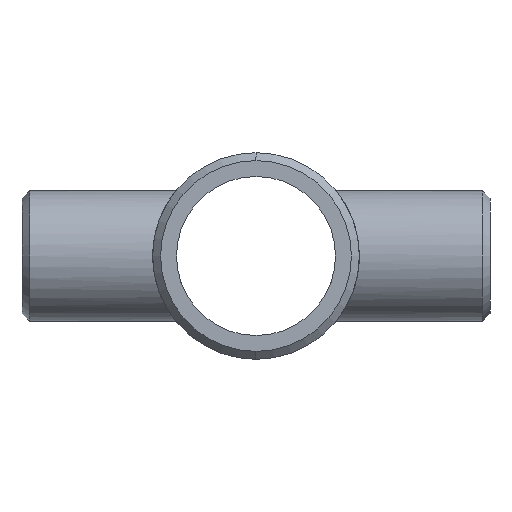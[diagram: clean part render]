
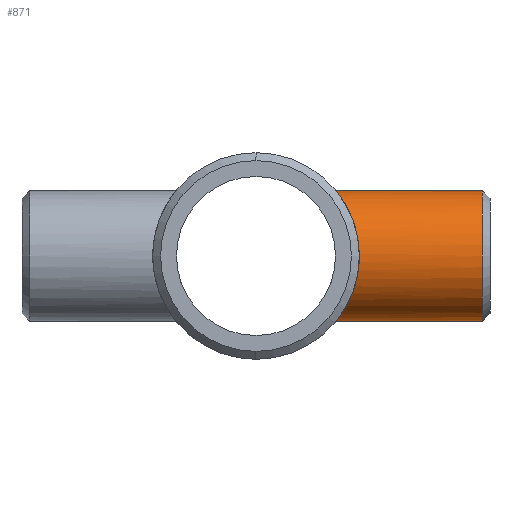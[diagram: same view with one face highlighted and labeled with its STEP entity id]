
A CAD part, left-side view. The second image highlights one B-rep face of the part: STEP entity #871.
In plain terms, the highlighted cylindrical face has radius 13.335 mm (diameter 26.67 mm), a partial arc.
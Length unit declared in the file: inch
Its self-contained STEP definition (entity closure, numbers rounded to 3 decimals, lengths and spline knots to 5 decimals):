
#11 = CARTESIAN_POINT ( 'NONE',  ( -0.23534, -0.68393, 0.47053 ) ) ;
#19 = CARTESIAN_POINT ( 'NONE',  ( -0.49677, -0.81237, 0.17335 ) ) ;
#28 = CARTESIAN_POINT ( 'NONE',  ( 0., -1.81633, -0.525 ) ) ;
#34 = VERTEX_POINT ( 'NONE', #537 ) ;
#36 = CARTESIAN_POINT ( 'NONE',  ( 0., -1.88, 0.525 ) ) ;
#38 = CARTESIAN_POINT ( 'NONE',  ( -0.07164, -0.64596, -0.52126 ) ) ;
#45 = CARTESIAN_POINT ( 'NONE',  ( 0., -1.88, -0.525 ) ) ;
#48 = CARTESIAN_POINT ( 'NONE',  ( -0.14012, -0.65709, -0.50716 ) ) ;
#60 = EDGE_CURVE ( 'NONE', #912, #969, #703, .T. ) ;
#96 = EDGE_LOOP ( 'NONE', ( #341, #182, #516, #465 ) ) ;
#106 = CARTESIAN_POINT ( 'NONE',  ( -0.49044, -0.80857, -0.18812 ) ) ;
#117 = DIRECTION ( 'NONE',  ( 0., 0., -1. ) ) ;
#123 = CARTESIAN_POINT ( 'NONE',  ( -0.17305, -0.66506, -0.49686 ) ) ;
#132 = CARTESIAN_POINT ( 'NONE',  ( -0.47707, -0.80052, -0.21984 ) ) ;
#182 = ORIENTED_EDGE ( 'NONE', *, *, #359, .T. ) ;
#192 = CARTESIAN_POINT ( 'NONE',  ( -0.13908, -0.65754, 0.50654 ) ) ;
#207 = DIRECTION ( 'NONE',  ( 0., 1., 0. ) ) ;
#208 = CARTESIAN_POINT ( 'NONE',  ( -0.32072, -0.71833, -0.41598 ) ) ;
#231 = FACE_OUTER_BOUND ( 'NONE', #96, .T. ) ;
#241 = CARTESIAN_POINT ( 'NONE',  ( -0.26538, -0.69503, 0.45422 ) ) ;
#272 = CARTESIAN_POINT ( 'NONE',  ( -0.46958, -0.79603, 0.23734 ) ) ;
#275 = CARTESIAN_POINT ( 'NONE',  ( -0.52401, -0.82937, 0.03672 ) ) ;
#277 = DIRECTION ( 'NONE',  ( 0., 1., 0. ) ) ;
#326 = CARTESIAN_POINT ( 'NONE',  ( -0.18823, -0.66969, 0.49039 ) ) ;
#341 = ORIENTED_EDGE ( 'NONE', *, *, #60, .T. ) ;
#350 = CARTESIAN_POINT ( 'NONE',  ( -0.38223, -0.74784, 0.36029 ) ) ;
#356 = AXIS2_PLACEMENT_3D ( 'NONE', #573, #566, #398 ) ;
#359 = EDGE_CURVE ( 'NONE', #969, #776, #634, .T. ) ;
#363 = CARTESIAN_POINT ( 'NONE',  ( -0.45321, -0.7864, 0.26712 ) ) ;
#369 = CARTESIAN_POINT ( 'NONE',  ( -0.3946, -0.75403, -0.34791 ) ) ;
#375 = CARTESIAN_POINT ( 'NONE',  ( 0., -0.64286, -0.525 ) ) ;
#387 = CARTESIAN_POINT ( 'NONE',  ( -0.45327, -0.78656, -0.26546 ) ) ;
#398 = DIRECTION ( 'NONE',  ( 0., 0., -1. ) ) ;
#465 = ORIENTED_EDGE ( 'NONE', *, *, #688, .F. ) ;
#500 = CARTESIAN_POINT ( 'NONE',  ( 0., -1.81633, 0.525 ) ) ;
#515 = VECTOR ( 'NONE', #277, 39.37008 ) ;
#516 = ORIENTED_EDGE ( 'NONE', *, *, #1035, .T. ) ;
#527 = CARTESIAN_POINT ( 'NONE',  ( 0., -0.64286, 0.525 ) ) ;
#531 = CARTESIAN_POINT ( 'NONE',  ( -0.5111, -0.82128, -0.12127 ) ) ;
#537 = CARTESIAN_POINT ( 'NONE',  ( 0., -0.64286, -0.525 ) ) ;
#543 = CARTESIAN_POINT ( 'NONE',  ( -0.41592, -0.76552, -0.32215 ) ) ;
#554 = CARTESIAN_POINT ( 'NONE',  ( -0.44435, -0.78145, -0.28012 ) ) ;
#561 = CARTESIAN_POINT ( 'NONE',  ( -0.03572, -0.64286, -0.525 ) ) ;
#566 = DIRECTION ( 'NONE',  ( 0., 1., 0. ) ) ;
#573 = CARTESIAN_POINT ( 'NONE',  ( 0., -1.88, 0. ) ) ;
#582 = CARTESIAN_POINT ( 'NONE',  ( -0.42497, -0.77059, 0.30872 ) ) ;
#603 = CARTESIAN_POINT ( 'NONE',  ( -0.12201, -0.65412, 0.51093 ) ) ;
#612 = CARTESIAN_POINT ( 'NONE',  ( -0.0705, -0.64583, 0.52142 ) ) ;
#617 = CARTESIAN_POINT ( 'NONE',  ( -0.52496, -0.82998, 0.01875 ) ) ;
#623 = CARTESIAN_POINT ( 'NONE',  ( -0.50671, -0.81854, -0.13849 ) ) ;
#634 = LINE ( 'NONE', #36, #1046 ) ;
#688 = EDGE_CURVE ( 'NONE', #912, #34, #896, .T. ) ;
#697 = CARTESIAN_POINT ( 'NONE',  ( -0.39359, -0.75373, 0.34784 ) ) ;
#703 = CIRCLE ( 'NONE', #798, 0.525 ) ;
#704 = CARTESIAN_POINT ( 'NONE',  ( -0.50709, -0.81877, 0.14033 ) ) ;
#710 = CARTESIAN_POINT ( 'NONE',  ( -0.32088, -0.71805, 0.41687 ) ) ;
#716 = CARTESIAN_POINT ( 'NONE',  ( 0., -1.81633, 0. ) ) ;
#729 = CARTESIAN_POINT ( 'NONE',  ( -0.26593, -0.69524, -0.45389 ) ) ;
#736 = CARTESIAN_POINT ( 'NONE',  ( -0.30737, -0.71246, -0.42594 ) ) ;
#776 = VERTEX_POINT ( 'NONE', #844 ) ;
#793 = CARTESIAN_POINT ( 'NONE',  ( -0.41493, -0.76509, 0.32208 ) ) ;
#798 = AXIS2_PLACEMENT_3D ( 'NONE', #716, #207, #117 ) ;
#802 = CARTESIAN_POINT ( 'NONE',  ( -0.34657, -0.73004, 0.39578 ) ) ;
#807 = CARTESIAN_POINT ( 'NONE',  ( -0.03557, -0.64286, 0.525 ) ) ;
#844 = CARTESIAN_POINT ( 'NONE',  ( 0., -0.64286, 0.525 ) ) ;
#871 = ADVANCED_FACE ( 'NONE', ( #231 ), #923, .T. ) ;
#881 = CARTESIAN_POINT ( 'NONE',  ( -0.17214, -0.66532, 0.49628 ) ) ;
#893 = CARTESIAN_POINT ( 'NONE',  ( -0.49638, -0.81219, -0.17186 ) ) ;
#896 = LINE ( 'NONE', #45, #515 ) ;
#912 = VERTEX_POINT ( 'NONE', #28 ) ;
#923 = CYLINDRICAL_SURFACE ( 'NONE', #356, 0.525 ) ;
#969 = VERTEX_POINT ( 'NONE', #500 ) ;
#975 = CARTESIAN_POINT ( 'NONE',  ( -0.52158, -0.82782, -0.06946 ) ) ;
#978 = DIRECTION ( 'NONE',  ( 0., 1., 0. ) ) ;
#980 = CARTESIAN_POINT ( 'NONE',  ( -0.51766, -0.82537, 0.08921 ) ) ;
#1011 = B_SPLINE_CURVE_WITH_KNOTS ( 'NONE', 3,
 ( #527, #807, #612, #603, #192, #881, #326, #11, #241, #710, #802, #350, #697, #793, #582, #363, #272, #19, #704, #980, #1059, #275, #617, #1066, #975, #531, #623, #893, #106, #132, #1078, #387, #554, #543, #369, #1073, #1095, #208, #736, #729, #1013, #123, #48, #38, #561, #375 ),
 .UNSPECIFIED., .F., .F.,
 ( 4, 2, 2, 2, 2, 2, 2, 2, 2, 2, 2, 2, 2, 2, 2, 2, 2, 2, 2, 2, 2, 2, 4 ),
 ( 0.0429, 0.04558, 0.04692, 0.04825, 0.05093, 0.0536, 0.05494, 0.05628, 0.05895, 0.06162, 0.06296, 0.0643, 0.06697, 0.06831, 0.06965, 0.07098, 0.07232, 0.07499, 0.07633, 0.07767, 0.08034, 0.08302, 0.08569 ),
 .UNSPECIFIED. ) ;
#1013 = CARTESIAN_POINT ( 'NONE',  ( -0.23647, -0.68431, -0.46999 ) ) ;
#1035 = EDGE_CURVE ( 'NONE', #776, #34, #1011, .T. ) ;
#1046 = VECTOR ( 'NONE', #978, 39.37008 ) ;
#1059 = CARTESIAN_POINT ( 'NONE',  ( -0.52035, -0.82707, 0.0719 ) ) ;
#1066 = CARTESIAN_POINT ( 'NONE',  ( -0.52507, -0.83004, -0.03445 ) ) ;
#1073 = CARTESIAN_POINT ( 'NONE',  ( -0.35901, -0.73625, -0.38343 ) ) ;
#1078 = CARTESIAN_POINT ( 'NONE',  ( -0.46963, -0.7961, -0.23531 ) ) ;
#1095 = CARTESIAN_POINT ( 'NONE',  ( -0.34651, -0.73022, -0.39476 ) ) ;
